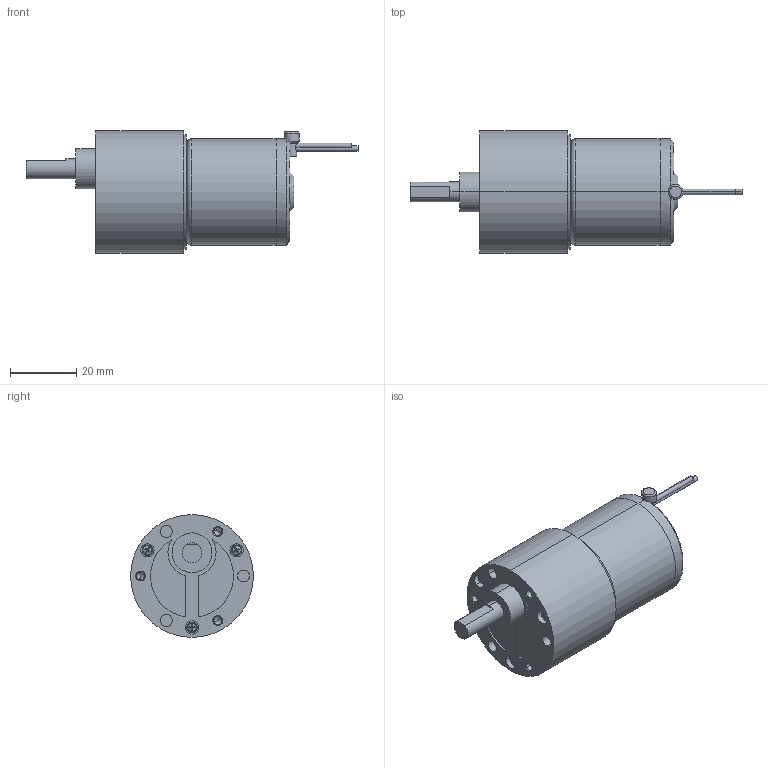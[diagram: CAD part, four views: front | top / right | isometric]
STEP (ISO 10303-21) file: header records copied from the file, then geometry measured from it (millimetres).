
FILE_DESCRIPTION(('starvars output'),'2;1');
FILE_NAME('33s36g120-300.stp','14:03:26 2014/09/10',( 'Thomas Industrial Network Germany GmbH'),( 'Thomas Industrial Network Germany GmbH'),'unknown preprocess','ACIS' ,'unknown authorization');
FILE_SCHEMA(('AUTOMOTIVE_DESIGN_CC2 {UNKNOWN IMPLEMENTATION LEVEL}'));
Length unit declared in the file: millimetre
Products named in the file (1): PRODUCT_ID_33
Bounding box: 99.99 x 37 x 37 mm (x, y, z)
Volume: 55193.8 mm3; surface area: 9770.6 mm2
Topology: 1 solids, 4 shells, 173 faces, 382 edges, 232 vertices
Faces by surface type: plane 71, cylinder 48, cone 36, torus 12, bspline 6
Entity records: 5752 total; most frequent: CARTESIAN_POINT 1067, ORIENTED_EDGE 740, DIRECTION 544, EDGE_CURVE 370, VERTEX_POINT 232, EDGE_LOOP 200, FACE_BOUND 200, AXIS2_PLACEMENT_3D 199
